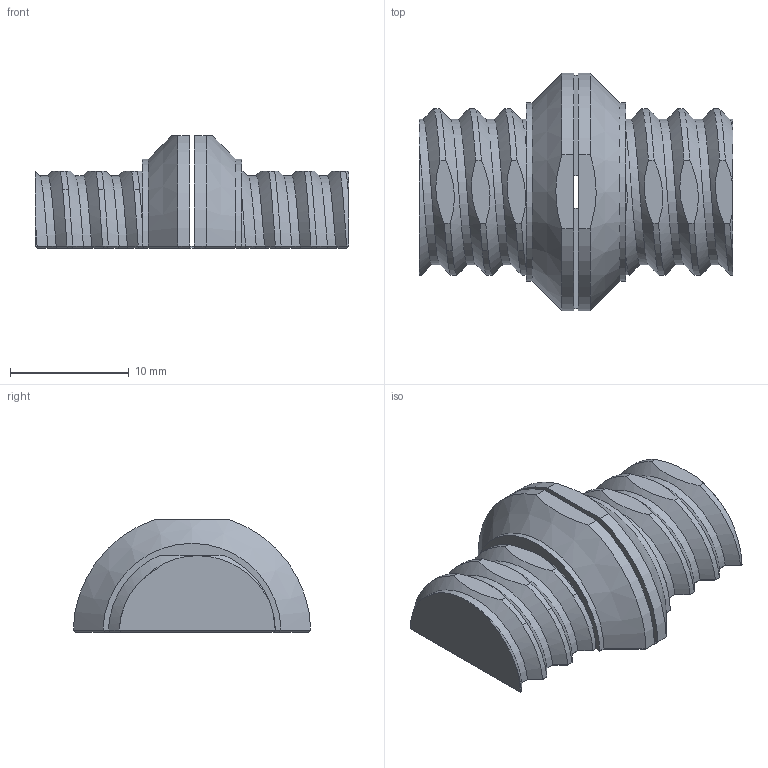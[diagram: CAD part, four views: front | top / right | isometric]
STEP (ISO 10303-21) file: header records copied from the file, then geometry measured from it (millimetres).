
FILE_DESCRIPTION(('HOOPS Exchange Step'),'2;1');
FILE_NAME('temp_export','2024-11-15T21:06:18+01:00',('ddanier'),('Shapr3D Limited'),'HOOPS Exchange 2024.6','Shapr3D','Authorized');
FILE_SCHEMA( ('AP242_MANAGED_MODEL_BASED_3D_ENGINEERING_MIM_LF {1 0 10303 442 1 1 4 }') );
Length unit declared in the file: millimetre
Products named in the file (1): Mid, Coin Slot , Foldable
Bounding box: 26.4 x 20 x 9.5 mm (x, y, z)
Volume: 2125.3 mm3; surface area: 1647 mm2
Topology: 1 solids, 1 shells, 160 faces, 411 edges, 252 vertices
Faces by surface type: plane 82, bspline 45, cylinder 31, cone 2
Entity records: 6210 total; most frequent: CARTESIAN_POINT 2866, ORIENTED_EDGE 822, DIRECTION 491, EDGE_CURVE 411, VERTEX_POINT 252, VECTOR 193, LINE 193, EDGE_LOOP 161
